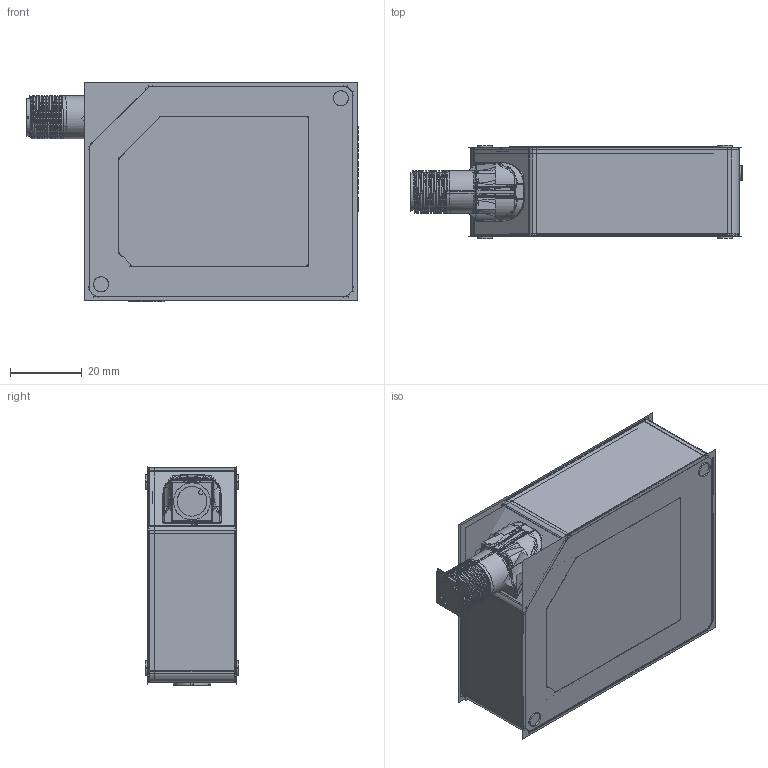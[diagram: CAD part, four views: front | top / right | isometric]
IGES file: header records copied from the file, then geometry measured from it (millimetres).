
Start section:  PTC IGES file: 152826_sm01.igs
Global section: file name: 152826_sm01.igs; native system: Creo Parametric by PTC Inc.; preprocessor: 2019292; author: PDMAdmin; organization: Unknown; date: 20221109.104601; units: millimetre
Bounding box: 92.78 x 26 x 61.32 mm (x, y, z)
Volume: 109230.3 mm3; surface area: 98123 mm2
Topology: 1 solids, 1 shells, 844 faces, 4230 edges, 5331 vertices
Faces by surface type: revolution 494, bspline 350
